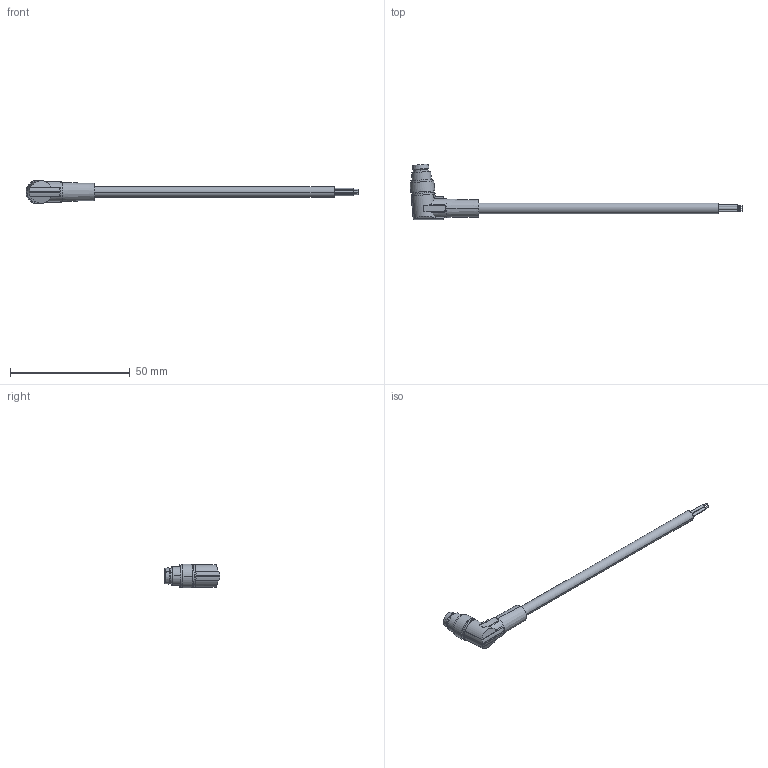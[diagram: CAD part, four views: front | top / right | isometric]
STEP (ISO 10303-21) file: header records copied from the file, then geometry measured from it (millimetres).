
FILE_DESCRIPTION(('SolidDesigner STEP Export'),'2;1');
FILE_NAME('1406213_SAC_4P_M8MR_5.0_542_BK-select.stp','2013-09-30T14:21:39',(''),(''),'Creo Elements/Direct Modeling STEP processor for AP214 (Solid Model)','Creo Elements/Direct Modeling 18.1B 29-Sep-2012 (C) Parametric Technology GmbH','');
FILE_SCHEMA(('AUTOMOTIVE_DESIGN { 1 0 10303 214 1 1 1 1 }'));
Length unit declared in the file: millimetre
Products named in the file (1): 1406213_SAC_4P_M8MR_5.0_542_BK-select
Bounding box: 138.62 x 23.31 x 10 mm (x, y, z)
Volume: 3741.2 mm3; surface area: 2919.3 mm2
Topology: 1 solids, 1 shells, 119 faces, 286 edges, 190 vertices
Faces by surface type: cylinder 60, plane 47, cone 12
Entity records: 5026 total; most frequent: CARTESIAN_POINT 1370, ORIENTED_EDGE 572, DIRECTION 528, EDGE_CURVE 286, AXIS2_PLACEMENT_3D 202, VERTEX_POINT 190, EDGE_LOOP 140, VECTOR 124
